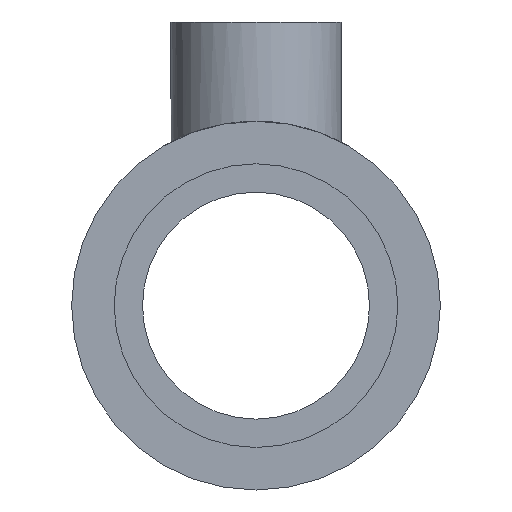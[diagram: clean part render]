
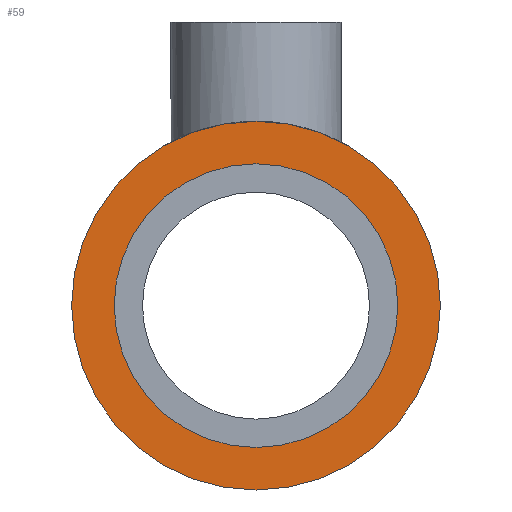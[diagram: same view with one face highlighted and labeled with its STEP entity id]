
A CAD part, left-side view. The second image highlights one B-rep face of the part: STEP entity #59.
In plain terms, the highlighted planar face has unit normal (-1, 0, 0).
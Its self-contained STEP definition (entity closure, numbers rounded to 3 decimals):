
#59 = ADVANCED_FACE( '', ( #125, #126 ), #127, .F. );
#125 = FACE_BOUND( '', #186, .T. );
#126 = FACE_OUTER_BOUND( '', #187, .T. );
#127 = PLANE( '', #188 );
#186 = EDGE_LOOP( '', ( #263 ) );
#187 = EDGE_LOOP( '', ( #264 ) );
#188 = AXIS2_PLACEMENT_3D( '', #265, #266, #267 );
#263 = ORIENTED_EDGE( '', *, *, #294, .T. );
#264 = ORIENTED_EDGE( '', *, *, #289, .F. );
#265 = CARTESIAN_POINT( '', ( -83.5, 0., 0. ) );
#266 = DIRECTION( '', ( 1., 0., 0. ) );
#267 = DIRECTION( '', ( 0., 0., -1. ) );
#289 = EDGE_CURVE( '', #324, #324, #325, .T. );
#294 = EDGE_CURVE( '', #332, #332, #333, .T. );
#324 = VERTEX_POINT( '', #466 );
#325 = CIRCLE( '', #467, 32.5 );
#332 = VERTEX_POINT( '', #474 );
#333 = CIRCLE( '', #475, 25. );
#466 = CARTESIAN_POINT( '', ( -83.5, 32.5, 0. ) );
#467 = AXIS2_PLACEMENT_3D( '', #571, #572, #573 );
#474 = CARTESIAN_POINT( '', ( -83.5, 0., -25. ) );
#475 = AXIS2_PLACEMENT_3D( '', #580, #581, #582 );
#571 = CARTESIAN_POINT( '', ( -83.5, 0., 0. ) );
#572 = DIRECTION( '', ( 1., 0., 0. ) );
#573 = DIRECTION( '', ( 0., 1., 0. ) );
#580 = CARTESIAN_POINT( '', ( -83.5, 0., 0. ) );
#581 = DIRECTION( '', ( 1., 0., 0. ) );
#582 = DIRECTION( '', ( 0., 0., -1. ) );
